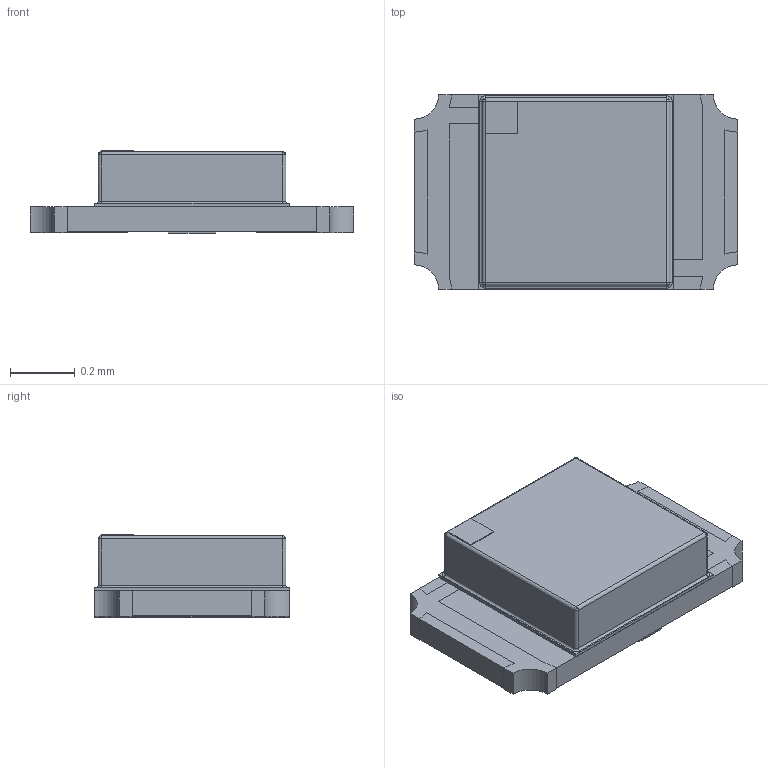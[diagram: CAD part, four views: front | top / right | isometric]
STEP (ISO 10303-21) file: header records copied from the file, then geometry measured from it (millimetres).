
FILE_DESCRIPTION(('CAx-IF Rec.Pracs.---Model Styling and Organization---1.5---2016-08-15','CAx-IF Rec.Pracs.---Geometric and Assembly Validation Properties---4.4---2016-08-17','CAx-IF Rec.Pracs.---User Defined Attributes---1.5---2016-08-15','CAx-IF Rec.Pracs.---External References---2.1---2005-01-19'),'2;1');
FILE_NAME('290740.step','2024-04-17T11:10:28',('Unspecified'),('Unspecified'),'CAD Exchanger 3.10.2 (cadexchanger.com)','Unspecified','');
FILE_SCHEMA(('AUTOMOTIVE_DESIGN { 1 0 10303 214 1 1 1 1 }'));
Length unit declared in the file: millimetre
Products named in the file (12): SML-P11VTT86R; terminals; terminals_2; body; body_3; body_2; lens; cathod mark; cathod mark_2
Assembly tree (11 placements, depth 3):
  SML-P11VTT86R
    terminals
      terminals_2
      terminals
    body
      body_3
      body
      body_2
    lens
    cathod mark
      cathod mark
      cathod mark_2
Bounding box: 1 x 0.6 x 0.26 mm (x, y, z)
Volume: 0.1 mm3; surface area: 3.5 mm2
Topology: 8 solids, 8 shells, 121 faces, 300 edges, 188 vertices
Faces by surface type: plane 77, cylinder 32, bspline 12
Entity records: 4775 total; most frequent: CARTESIAN_POINT 796, DIRECTION 592, ORIENTED_EDGE 584, EDGE_CURVE 292, LINE 208, VECTOR 208, AXIS2_PLACEMENT_3D 192, VERTEX_POINT 188
